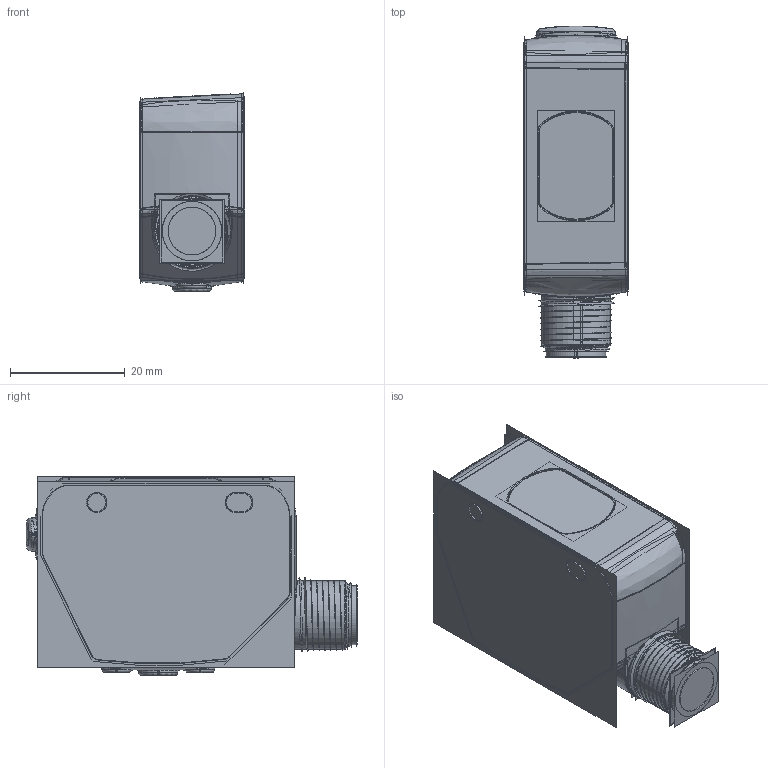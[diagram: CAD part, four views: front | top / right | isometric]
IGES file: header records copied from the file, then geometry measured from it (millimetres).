
Start section:  PTC IGES file: 191738.igs
Global section: file name: 191738.igs; native system: Creo Parametric by Parametric Technology Corporation; preprocessor: 2013230; author: pdmadmin; organization: Unknown; date: 20151130.121947; units: millimetre
Bounding box: 18.41 x 57.72 x 34.66 mm (x, y, z)
Volume: 23544.2 mm3; surface area: 54809.7 mm2
Topology: 9 solids, 11 shells, 724 faces, 3537 edges, 4410 vertices
Faces by surface type: bspline 366, revolution 348, extrusion 10
